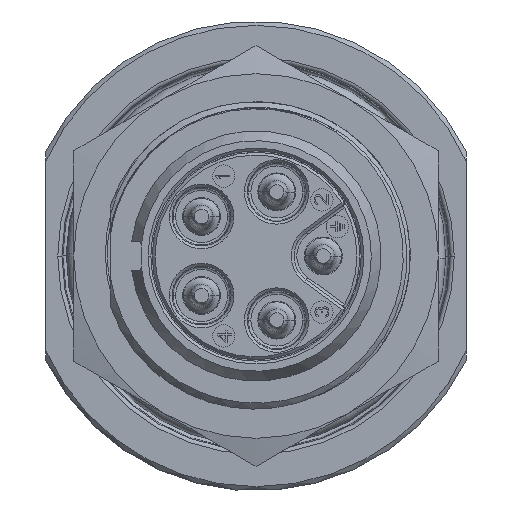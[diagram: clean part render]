
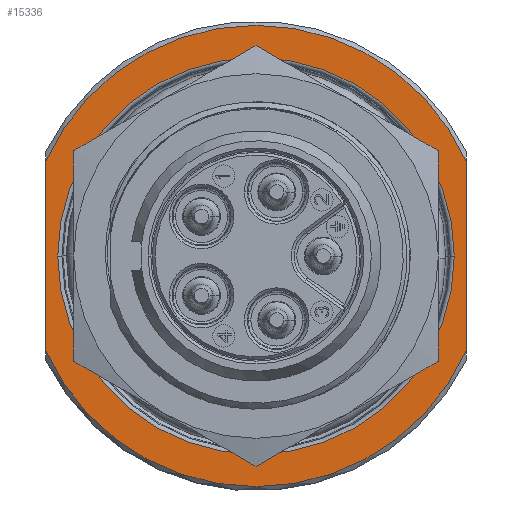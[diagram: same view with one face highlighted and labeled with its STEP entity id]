
A CAD part, left-side view. The second image highlights one B-rep face of the part: STEP entity #15336.
In plain terms, the highlighted planar face has unit normal (-1, 0, 0).
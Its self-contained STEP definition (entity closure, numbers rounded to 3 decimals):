
#229=DIRECTION('',(0.,0.,-1.));
#230=VECTOR('',#229,13.506);
#231=CARTESIAN_POINT('',(20.5,15.,6.753));
#232=LINE('1348',#231,#230);
#233=CARTESIAN_POINT('',(20.5,0.,0.));
#234=DIRECTION('',(1.,0.,0.));
#235=DIRECTION('',(0.,0.912,0.411));
#236=AXIS2_PLACEMENT_3D('',#233,#234,#235);
#238=DIRECTION('',(0.,0.,1.));
#239=VECTOR('',#238,13.506);
#240=CARTESIAN_POINT('',(20.5,-15.,-6.753));
#241=LINE('1349',#240,#239);
#242=CARTESIAN_POINT('',(20.5,0.,0.));
#243=DIRECTION('',(-1.,0.,0.));
#244=DIRECTION('',(0.,0.912,-0.411));
#245=AXIS2_PLACEMENT_3D('',#242,#243,#244);
#257=CARTESIAN_POINT('',(20.5,0.,0.));
#258=DIRECTION('',(1.,0.,0.));
#259=DIRECTION('',(0.,-1.,0.));
#260=AXIS2_PLACEMENT_3D('',#257,#258,#259);
#272=CARTESIAN_POINT('',(20.5,0.,0.));
#273=DIRECTION('',(1.,0.,0.));
#274=DIRECTION('',(0.,1.,0.));
#275=AXIS2_PLACEMENT_3D('',#272,#273,#274);
#12549=CARTESIAN_POINT('',(20.5,15.,6.753));
#12550=CARTESIAN_POINT('',(20.5,15.,-6.753));
#12551=VERTEX_POINT('',#12549);
#12552=VERTEX_POINT('',#12550);
#12553=CARTESIAN_POINT('',(20.5,-15.,-6.753));
#12554=CARTESIAN_POINT('',(20.5,-15.,6.753));
#12555=VERTEX_POINT('',#12553);
#12556=VERTEX_POINT('',#12554);
#12593=CARTESIAN_POINT('',(20.5,-14.139,0.));
#12594=CARTESIAN_POINT('',(20.5,14.139,0.));
#12595=VERTEX_POINT('',#12593);
#12596=VERTEX_POINT('',#12594);
#15318=CARTESIAN_POINT('',(20.5,0.,0.));
#15319=DIRECTION('',(1.,0.,0.));
#15320=DIRECTION('',(0.,-1.,0.));
#15321=AXIS2_PLACEMENT_3D('',#15318,#15319,#15320);
#15322=PLANE('249',#15321);
#15323=ORIENTED_EDGE('1348',*,*,#15231,.F.);
#15325=ORIENTED_EDGE('1363',*,*,#15324,.T.);
#15326=ORIENTED_EDGE('1349',*,*,#15268,.F.);
#15327=ORIENTED_EDGE('1367',*,*,#15311,.F.);
#15328=EDGE_LOOP('249',(#15323,#15325,#15326,#15327));
#15329=FACE_OUTER_BOUND('249',#15328,.F.);
#15331=ORIENTED_EDGE('1389',*,*,#15330,.F.);
#15333=ORIENTED_EDGE('1391',*,*,#15332,.F.);
#15334=EDGE_LOOP('249',(#15331,#15333));
#15335=FACE_BOUND('249',#15334,.F.);
#237=CIRCLE('1363',#236,16.45);
#246=CIRCLE('1367',#245,16.45);
#261=CIRCLE('1389',#260,14.139);
#276=CIRCLE('1391',#275,14.139);
#15231=EDGE_CURVE('1348',#12551,#12552,#232,.T.);
#15268=EDGE_CURVE('1349',#12555,#12556,#241,.T.);
#15311=EDGE_CURVE('1367',#12552,#12555,#246,.T.);
#15324=EDGE_CURVE('1363',#12551,#12556,#237,.T.);
#15330=EDGE_CURVE('1389',#12595,#12596,#261,.T.);
#15332=EDGE_CURVE('1391',#12596,#12595,#276,.T.);
#15336=ADVANCED_FACE('249',(#15329,#15335),#15322,.F.);
